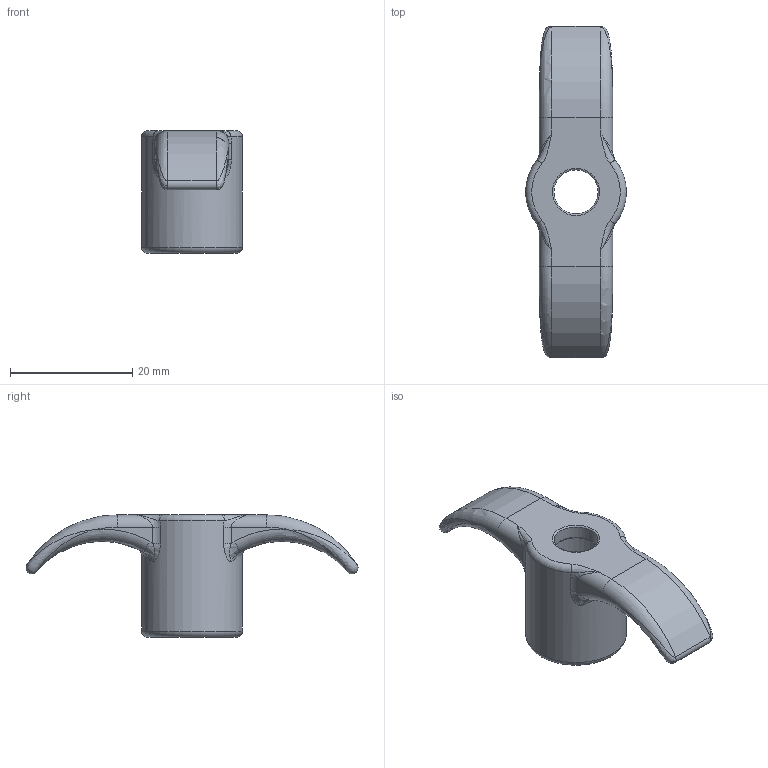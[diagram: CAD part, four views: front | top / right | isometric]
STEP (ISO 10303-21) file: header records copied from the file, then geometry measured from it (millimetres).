
FILE_DESCRIPTION(/* description */ (''),/* implementation_level */ '2;1');
FILE_NAME(/* name */ '5960 Camera Button Grip.step',/* time_stamp */ '2024-04-20T13:59:36-06:00',/* author */ (''),/* organization */ (''),/* preprocessor_version */ 'ST-DEVELOPER v20',/* originating_system */ 'Autodesk Translation Framework v12.20.1.177',/* authorisation */ '');
FILE_SCHEMA (('AUTOMOTIVE_DESIGN { 1 0 10303 214 3 1 1 }'));
Length unit declared in the file: millimetre
Products named in the file (1): 5960 Camera Button Grip
Bounding box: 16.5 x 54.31 x 20 mm (x, y, z)
Volume: 4355.2 mm3; surface area: 3057.9 mm2
Topology: 1 solids, 1 shells, 64 faces, 154 edges, 85 vertices
Faces by surface type: bspline 22, cylinder 17, torus 14, plane 11
Full cylindrical faces by diameter (mm): 7.2 x1, 10.5 x1, 16.5 x1
Entity records: 3256 total; most frequent: CARTESIAN_POINT 1914, ORIENTED_EDGE 292, DIRECTION 241, EDGE_CURVE 146, AXIS2_PLACEMENT_3D 108, VERTEX_POINT 85, EDGE_LOOP 67, CIRCLE 65
